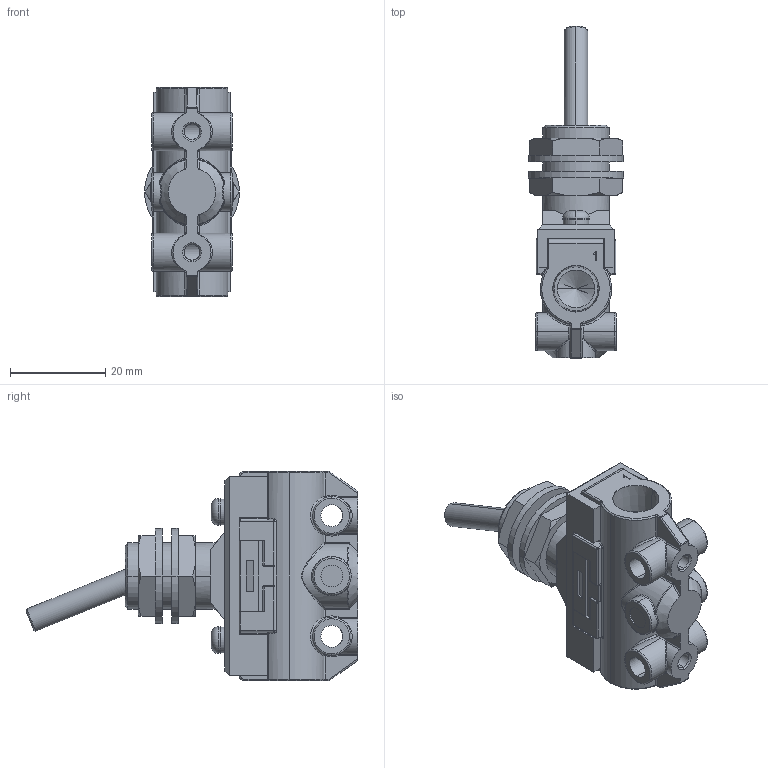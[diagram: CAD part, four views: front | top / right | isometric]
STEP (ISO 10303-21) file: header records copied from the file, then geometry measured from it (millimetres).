
FILE_DESCRIPTION (( 'STEP AP214' ), '1' );
FILE_NAME ('VM130-01-08A.step.step', '2014-07-15T01:05:57', ( 'Windows User' ), ( '' ), 'SwSTEP 2.0', 'SolidWorks 2014', '' );
FILE_SCHEMA (( 'AUTOMOTIVE_DESIGN' ));
Length unit declared in the file: millimetre
Products named in the file (3): VM130-01-08A.step; VM130-01-08A.step_VM1_Side_Ported_0-01; VM130-01-08A.step_VM-08
Assembly tree (2 placements, depth 2):
  VM130-01-08A.step
    VM130-01-08A.step_VM1_Side_Ported_0-01
    VM130-01-08A.step_VM-08
Bounding box: 20 x 69.87 x 44 mm (x, y, z)
Volume: 19068.4 mm3; surface area: 10230.9 mm2
Topology: 2 solids, 2 shells, 475 faces, 1144 edges, 674 vertices
Faces by surface type: cylinder 163, plane 137, torus 58, cone 42, bspline 40, sphere 35
Entity records: 16959 total; most frequent: CARTESIAN_POINT 5838, DIRECTION 2304, ORIENTED_EDGE 2238, EDGE_CURVE 1119, AXIS2_PLACEMENT_3D 904, VERTEX_POINT 674, EDGE_LOOP 513, VECTOR 496
